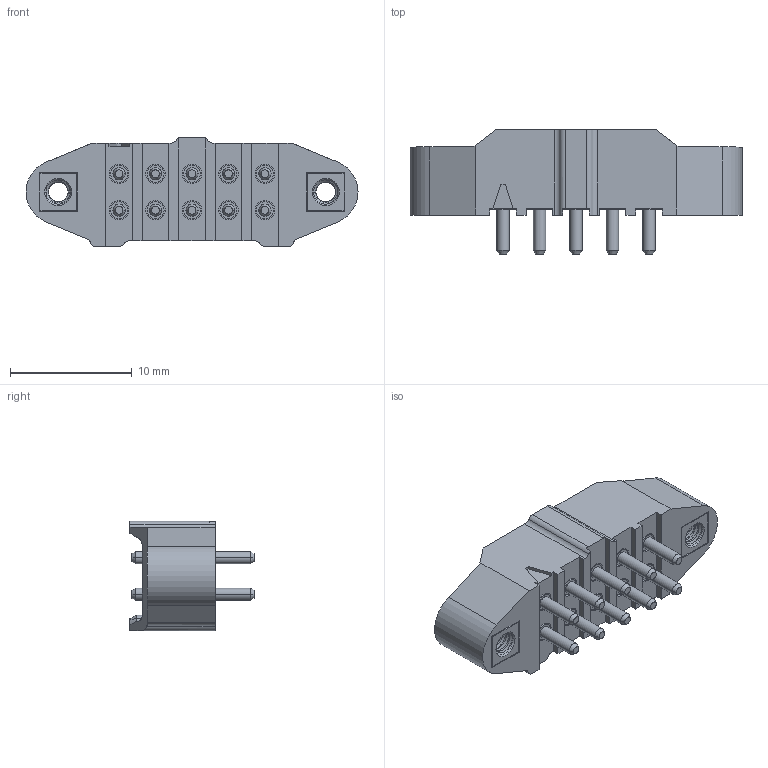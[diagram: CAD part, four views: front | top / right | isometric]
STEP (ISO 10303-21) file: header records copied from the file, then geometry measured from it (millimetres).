
FILE_DESCRIPTION((''),'2;1');
FILE_NAME('M300-MV31045M1_ASM','2015-12-17T',('mplested'),(''),'CREO PARAMETRIC BY PTC INC, 2015290','CREO PARAMETRIC BY PTC INC, 2015290','');
FILE_SCHEMA(('CONFIG_CONTROL_DESIGN'));
Length unit declared in the file: millimetre
Products named in the file (4): M300-3211096; M300-113; M80-210; M300-MV31045M1_ASM
Assembly tree (13 placements, depth 2):
  M300-MV31045M1_ASM
    M300-3211096
    M300-113  x10
    M80-210  x2
Bounding box: 27.3 x 10.2 x 9 mm (x, y, z)
Volume: 771.1 mm3; surface area: 1726.6 mm2
Topology: 13 solids, 15 shells, 758 faces, 1932 edges, 1238 vertices
Faces by surface type: cylinder 446, plane 150, cone 138, bspline 24
Entity records: 15151 total; most frequent: CARTESIAN_POINT 5266, DIRECTION 1546, ORIENTED_EDGE 1536, PRESENTATION_STYLE_ASSIGNMENT 774, STYLED_ITEM 774, CURVE_STYLE 770, EDGE_CURVE 770, AXIS2_PLACEMENT_3D 570
